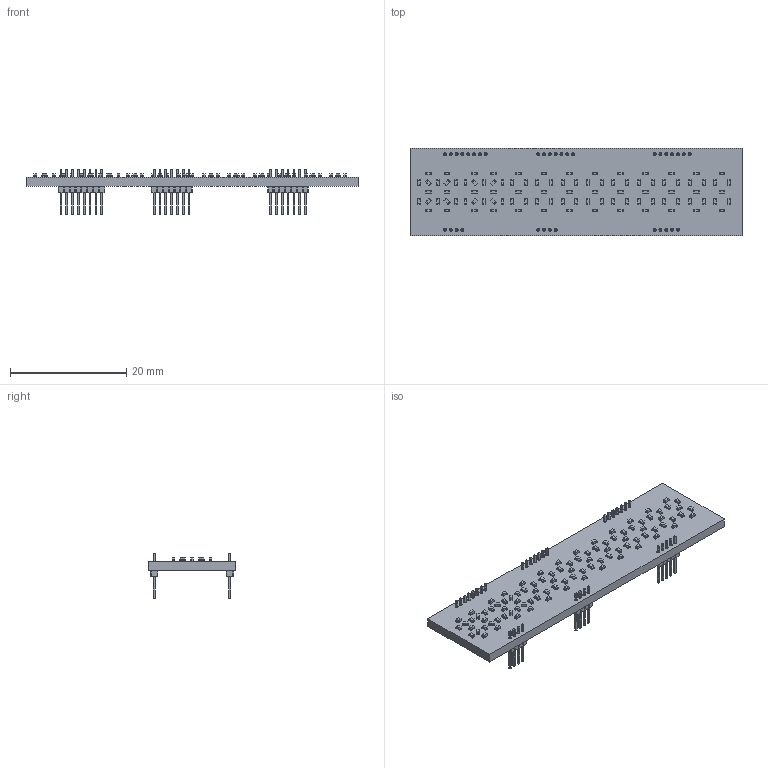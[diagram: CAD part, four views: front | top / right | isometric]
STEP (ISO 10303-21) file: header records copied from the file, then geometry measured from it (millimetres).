
FILE_DESCRIPTION(('KiCad electronic assembly'),'2;1');
FILE_NAME('ufc_v4_scratchpad.step','2020-11-25T15:58:23',('An Author'),( 'A Company'),'Open CASCADE STEP processor 6.9', 'KiCad to STEP converter','Unknown');
FILE_SCHEMA(('AUTOMOTIVE_DESIGN { 1 0 10303 214 1 1 1 1 }'));
Length unit declared in the file: millimetre
Products named in the file (12): Open CASCADE STEP translator 6.9 1; LED_0402_1005Metric; SOLID; PinHeader_1x08_P1.00mm_Vertical; PinHeader_1x04_P1.00mm_Vertical; PinHeader_1x07_P1.00mm_Vertical; PinHeader_1x05_P1.00mm_Vertical; COMPOUND
Assembly tree (107 placements, depth 3):
  Open CASCADE STEP translator 6.9 1
    LED_0402_1005Metric  x95
      SOLID
    PinHeader_1x08_P1.00mm_Vertical
      SOLID
    PinHeader_1x04_P1.00mm_Vertical  x2
      SOLID
    PinHeader_1x07_P1.00mm_Vertical  x2
      SOLID
    PinHeader_1x05_P1.00mm_Vertical
      SOLID
    COMPOUND
Bounding box: 57 x 15 x 7.8 mm (x, y, z)
Volume: 1440.4 mm3; surface area: 2688.1 mm2
Topology: 102 solids, 102 shells, 5655 faces, 14818 edges, 9532 vertices
Faces by surface type: plane 4860, cylinder 795
Full cylindrical faces by diameter (mm): 0.5 x35
Entity records: 46736 total; most frequent: CARTESIAN_POINT 6881, DIRECTION 6658, LINE 4826, VECTOR 4826, ORIENTED_EDGE 3332, PCURVE 3332, DEFINITIONAL_REPRESENTATION 3332, EDGE_CURVE 1666
